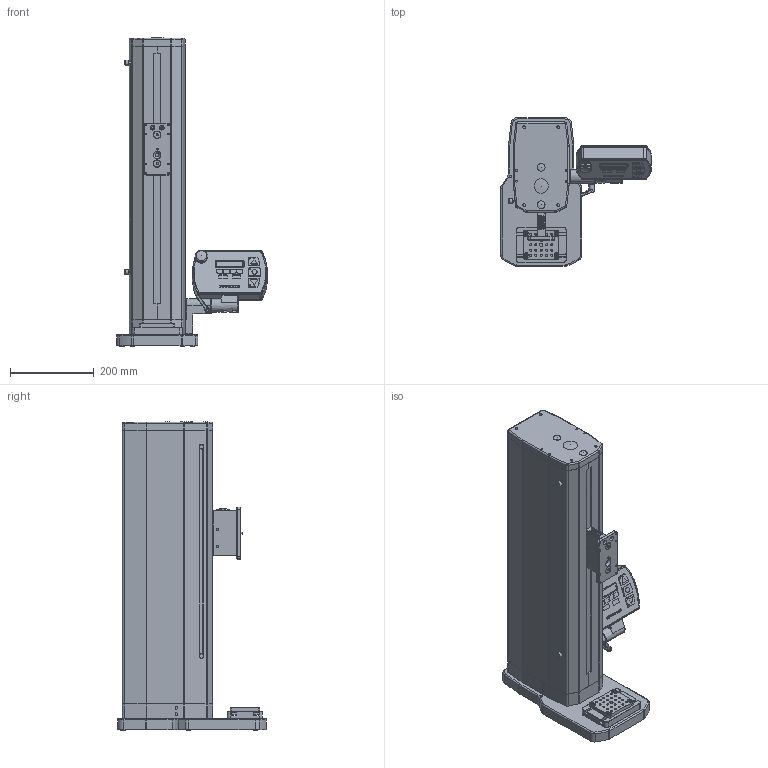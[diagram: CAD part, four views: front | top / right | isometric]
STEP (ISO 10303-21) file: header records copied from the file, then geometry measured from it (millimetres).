
FILE_DESCRIPTION((''),'2;1');
FILE_NAME('ESM303 MARKETING MODEL.stp','2016-05-18T12:52:45',('mlampen'),(''),'Autodesk Inventor 2010','Autodesk Inventor 2010','');
FILE_SCHEMA(('AUTOMOTIVE_DESIGN { 1 0 10303 214 1 1 1 1 }'));
Length unit declared in the file: inch
Products named in the file (4): ESM303 MARKETING MODEL; Part2; Part4; Part6
Assembly tree (3 placements, depth 2):
  ESM303 MARKETING MODEL
    Part2
    Part4
    Part6
Bounding box: 358.76 x 354.33 x 735.19 mm (x, y, z)
Volume: 22178540 mm3; surface area: 793740.1 mm2
Topology: 9 solids, 9 shells, 2043 faces, 5132 edges, 3241 vertices
Faces by surface type: plane 1084, cylinder 600, cone 163, bspline 115, torus 72, sphere 9
Full cylindrical faces by diameter (mm): 1.2 x9, 2 x2, 2.13 x1, 2.845 x4, 3.175 x4, 3.302 x2, 3.328 x1, 3.505 x2, 4.039 x8, 4.166 x2, 4.724 x1, 4.775 x1, 4.826 x30, 5.131 x2, 6 x2, 6.35 x5, 7.937 x4, 7.938 x6, 8.382 x3, 8.499 x1, 9.525 x4, 9.8 x1, 10.1 x1, 10.795 x2, 11.049 x2, 11.43 x2, 12.1 x1, 12.192 x1, 12.7 x1, 12.8 x1
Entity records: 64415 total; most frequent: CARTESIAN_POINT 16068, DIRECTION 10052, ORIENTED_EDGE 9712, EDGE_CURVE 4856, AXIS2_PLACEMENT_3D 3487, VERTEX_POINT 3174, VECTOR 3078, LINE 3078
